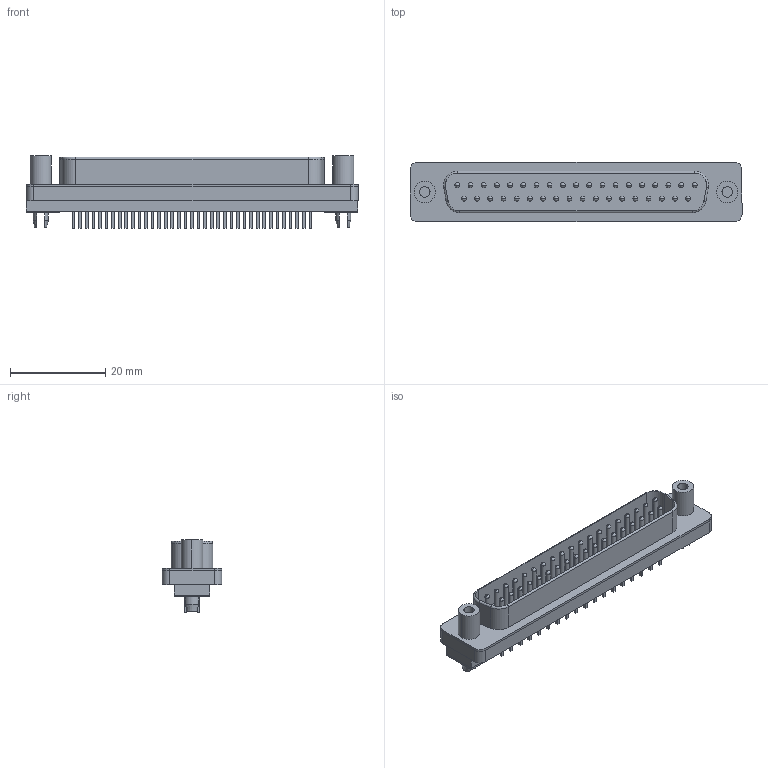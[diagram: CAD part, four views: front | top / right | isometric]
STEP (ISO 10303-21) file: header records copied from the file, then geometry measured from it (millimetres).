
FILE_DESCRIPTION((''),'2;1');
FILE_NAME('FCI_D37P24A4GV00LF.stp','2011-08-12T09:25:22',(''),(''),'Mechanical Desktop 2011','Mechanical Desktop 2011',', , ');
FILE_SCHEMA(('AUTOMOTIVE_DESIGN { 1 2 10303 214 1 1 1 1 }'));
Length unit declared in the file: millimetre
Products named in the file (1): Product
Bounding box: 69.7 x 12.55 x 15.2 mm (x, y, z)
Volume: 4796.1 mm3; surface area: 8465.4 mm2
Topology: 86 solids, 86 shells, 502 faces, 1014 edges, 609 vertices
Faces by surface type: bspline 250, cylinder 100, sphere 74, plane 72, torus 4, cone 2
Entity records: 12532 total; most frequent: CARTESIAN_POINT 2930, ORIENTED_EDGE 1880, DIRECTION 1728, EDGE_CURVE 940, VECTOR 642, LINE 642, VERTEX_POINT 609, AXIS2_PLACEMENT_3D 543
